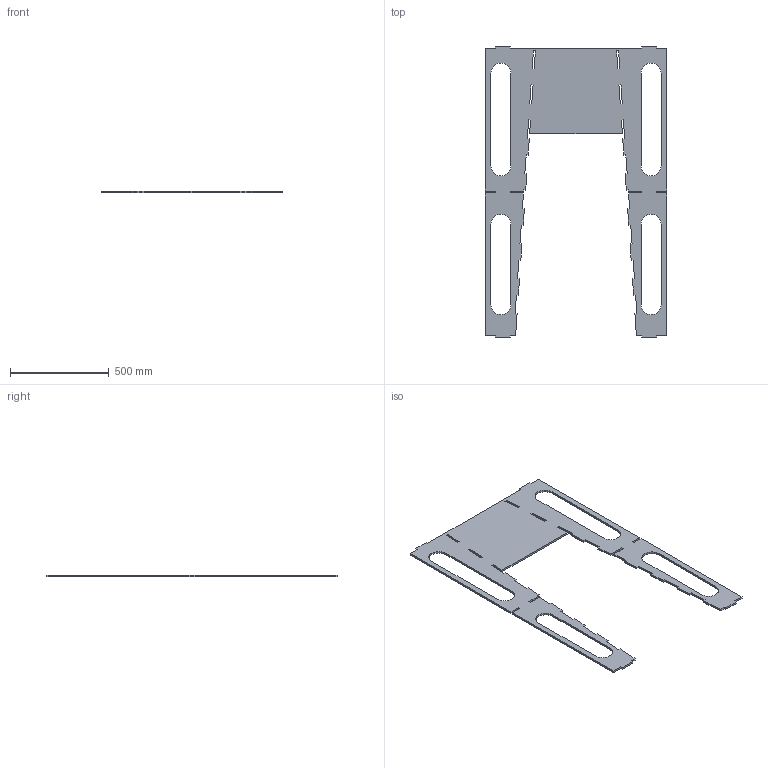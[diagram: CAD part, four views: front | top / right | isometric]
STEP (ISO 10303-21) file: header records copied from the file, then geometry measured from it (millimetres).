
FILE_DESCRIPTION(/* description */ (''),/* implementation_level */ '2;1');
FILE_NAME(/* name */ 'top plate.stp',/* time_stamp */ '2025-01-12T17:00:22-08:00',/* author */ ('alex'),/* organization */ (''),/* preprocessor_version */ 'ST-DEVELOPER v20',/* originating_system */ 'Autodesk Inventor 2025',/* authorisation */ '');
FILE_SCHEMA (('AUTOMOTIVE_DESIGN { 1 0 10303 214 3 1 1 }'));
Length unit declared in the file: inch
Products named in the file (1): top plate.stp
Bounding box: 921.11 x 1478.12 x 10 mm (x, y, z)
Volume: 5627801.1 mm3; surface area: 1258952.5 mm2
Topology: 1 solids, 1 shells, 124 faces, 366 edges, 245 vertices
Faces by surface type: plane 116, cylinder 8
Entity records: 4154 total; most frequent: CARTESIAN_POINT 736, ORIENTED_EDGE 732, DIRECTION 632, EDGE_CURVE 366, LINE 350, VECTOR 350, VERTEX_POINT 244, AXIS2_PLACEMENT_3D 141
